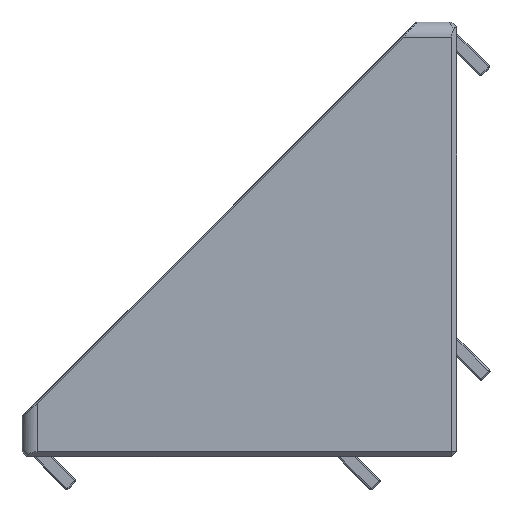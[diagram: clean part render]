
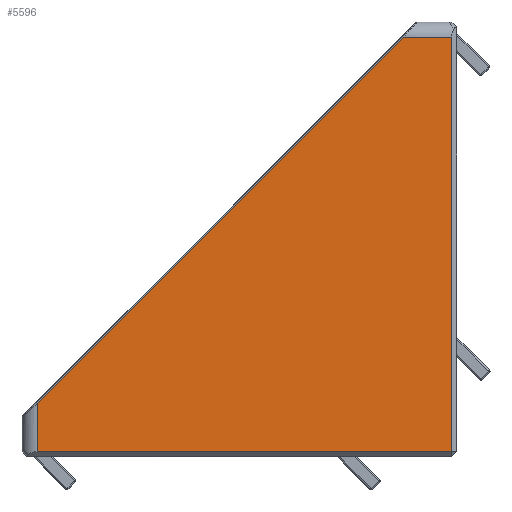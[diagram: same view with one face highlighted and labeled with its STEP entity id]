
A CAD part, left-side view. The second image highlights one B-rep face of the part: STEP entity #5596.
In plain terms, the highlighted planar face has unit normal (-1, 0, 0).
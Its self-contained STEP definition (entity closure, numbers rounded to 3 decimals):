
#138 = VERTEX_POINT ( 'NONE', #4879 ) ;
#246 = ORIENTED_EDGE ( 'NONE', *, *, #5820, .T. ) ;
#487 = CARTESIAN_POINT ( 'NONE',  ( -29., -27.8, -57. ) ) ;
#517 = ORIENTED_EDGE ( 'NONE', *, *, #7243, .T. ) ;
#831 = VERTEX_POINT ( 'NONE', #5011 ) ;
#1100 = VECTOR ( 'NONE', #5640, 1000. ) ;
#1287 = CARTESIAN_POINT ( 'NONE',  ( -29., -28.5, -56.3 ) ) ;
#1401 = ORIENTED_EDGE ( 'NONE', *, *, #6120, .T. ) ;
#1430 = AXIS2_PLACEMENT_3D ( 'NONE', #7683, #7013, #7650 ) ;
#1588 = LINE ( 'NONE', #487, #6907 ) ;
#1696 = LINE ( 'NONE', #3235, #3268 ) ;
#2054 = VERTEX_POINT ( 'NONE', #4749 ) ;
#2314 = DIRECTION ( 'NONE',  ( 0., 0., 1. ) ) ;
#2643 = DIRECTION ( 'NONE',  ( 0., 0.707, -0.707 ) ) ;
#3235 = CARTESIAN_POINT ( 'NONE',  ( -29., 28.5, -2. ) ) ;
#3268 = VECTOR ( 'NONE', #4964, 1000. ) ;
#3333 = EDGE_LOOP ( 'NONE', ( #7676, #517, #3518, #246, #1401 ) ) ;
#3360 = VECTOR ( 'NONE', #5542, 1000. ) ;
#3518 = ORIENTED_EDGE ( 'NONE', *, *, #6761, .T. ) ;
#3788 = CARTESIAN_POINT ( 'NONE',  ( -29., 31.009, -54.491 ) ) ;
#4104 = VERTEX_POINT ( 'NONE', #4733 ) ;
#4201 = LINE ( 'NONE', #1287, #3360 ) ;
#4477 = CARTESIAN_POINT ( 'NONE',  ( -29., 26.5, -57. ) ) ;
#4733 = CARTESIAN_POINT ( 'NONE',  ( -29., 26.5, -56.3 ) ) ;
#4749 = CARTESIAN_POINT ( 'NONE',  ( -29., -27.8, -2. ) ) ;
#4813 = EDGE_CURVE ( 'NONE', #2054, #5782, #1696, .T. ) ;
#4864 = LINE ( 'NONE', #4477, #1100 ) ;
#4879 = CARTESIAN_POINT ( 'NONE',  ( -29., 26.5, -49.983 ) ) ;
#4964 = DIRECTION ( 'NONE',  ( 0., 1., 0. ) ) ;
#5011 = CARTESIAN_POINT ( 'NONE',  ( -29., -27.8, -56.3 ) ) ;
#5542 = DIRECTION ( 'NONE',  ( 0., -1., 0. ) ) ;
#5596 = ADVANCED_FACE ( 'NONE', ( #7558 ), #6498, .T. ) ;
#5640 = DIRECTION ( 'NONE',  ( 0., 0., -1. ) ) ;
#5782 = VERTEX_POINT ( 'NONE', #7367 ) ;
#5820 = EDGE_CURVE ( 'NONE', #4104, #831, #4201, .T. ) ;
#6120 = EDGE_CURVE ( 'NONE', #831, #2054, #1588, .T. ) ;
#6427 = LINE ( 'NONE', #3788, #6887 ) ;
#6498 = PLANE ( 'NONE',  #1430 ) ;
#6761 = EDGE_CURVE ( 'NONE', #138, #4104, #4864, .T. ) ;
#6887 = VECTOR ( 'NONE', #2643, 1000. ) ;
#6907 = VECTOR ( 'NONE', #2314, 1000. ) ;
#7013 = DIRECTION ( 'NONE',  ( -1., 0., 0. ) ) ;
#7243 = EDGE_CURVE ( 'NONE', #5782, #138, #6427, .T. ) ;
#7367 = CARTESIAN_POINT ( 'NONE',  ( -29., -21.483, -2. ) ) ;
#7558 = FACE_OUTER_BOUND ( 'NONE', #3333, .T. ) ;
#7650 = DIRECTION ( 'NONE',  ( 0., 0., 1. ) ) ;
#7676 = ORIENTED_EDGE ( 'NONE', *, *, #4813, .T. ) ;
#7683 = CARTESIAN_POINT ( 'NONE',  ( -29., 28.5, -57. ) ) ;
